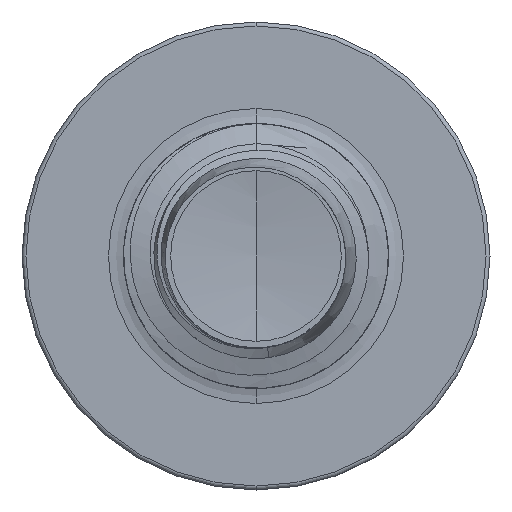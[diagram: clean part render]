
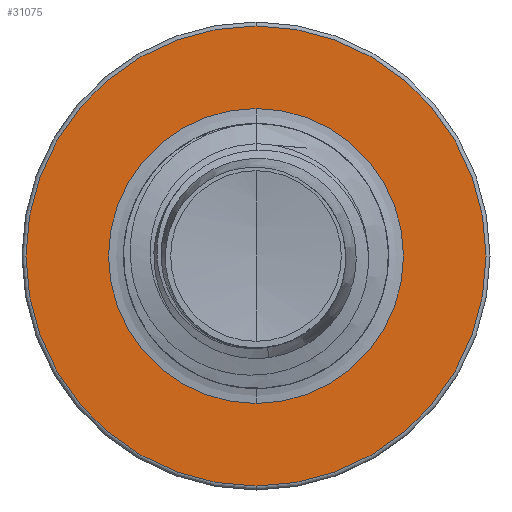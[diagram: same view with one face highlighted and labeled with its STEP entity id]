
A CAD part, front view. The second image highlights one B-rep face of the part: STEP entity #31075.
In plain terms, the highlighted planar face has unit normal (0, -1, 0).
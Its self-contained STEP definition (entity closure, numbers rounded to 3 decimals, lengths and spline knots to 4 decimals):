
#35 = DIRECTION ( 'NONE',  ( 0., 1., 0. ) ) ;
#968 = CIRCLE ( 'NONE', #43195, 1.6704 ) ;
#3768 = EDGE_LOOP ( 'NONE', ( #10898, #44880 ) ) ;
#5170 = CARTESIAN_POINT ( 'NONE',  ( 0., 20., -2.605 ) ) ;
#5398 = EDGE_LOOP ( 'NONE', ( #32602, #18291 ) ) ;
#8157 = EDGE_CURVE ( 'NONE', #14081, #56164, #46109, .T. ) ;
#10102 = EDGE_CURVE ( 'NONE', #48803, #42324, #52010, .T. ) ;
#10396 = AXIS2_PLACEMENT_3D ( 'NONE', #14460, #45031, #18939 ) ;
#10898 = ORIENTED_EDGE ( 'NONE', *, *, #19834, .T. ) ;
#14081 = VERTEX_POINT ( 'NONE', #27494 ) ;
#14239 = AXIS2_PLACEMENT_3D ( 'NONE', #28010, #27896, #27713 ) ;
#14460 = CARTESIAN_POINT ( 'NONE',  ( 0., 20., 0. ) ) ;
#18291 = ORIENTED_EDGE ( 'NONE', *, *, #36321, .F. ) ;
#18939 = DIRECTION ( 'NONE',  ( 0., 0., 1. ) ) ;
#19834 = EDGE_CURVE ( 'NONE', #56164, #14081, #968, .T. ) ;
#20867 = CARTESIAN_POINT ( 'NONE',  ( 0., 20., -1.6704 ) ) ;
#21675 = CARTESIAN_POINT ( 'NONE',  ( 0., 20., 1.6704 ) ) ;
#22749 = CIRCLE ( 'NONE', #10396, 2.605 ) ;
#25238 = DIRECTION ( 'NONE',  ( 0., 1., 0. ) ) ;
#26997 = CARTESIAN_POINT ( 'NONE',  ( 0., 20., 0. ) ) ;
#27144 = AXIS2_PLACEMENT_3D ( 'NONE', #54551, #54431, #54490 ) ;
#27494 = CARTESIAN_POINT ( 'NONE',  ( 0., 20., -1.6704 ) ) ;
#27713 = DIRECTION ( 'NONE',  ( 0., 0., 1. ) ) ;
#27896 = DIRECTION ( 'NONE',  ( 0., 1., 0. ) ) ;
#28010 = CARTESIAN_POINT ( 'NONE',  ( 0., 20., 0. ) ) ;
#29242 = CARTESIAN_POINT ( 'NONE',  ( 0., 20., 2.605 ) ) ;
#31075 = ADVANCED_FACE ( 'NONE', ( #51839, #53199 ), #46905, .F. ) ;
#31405 = DIRECTION ( 'NONE',  ( 0., 0., 1. ) ) ;
#32602 = ORIENTED_EDGE ( 'NONE', *, *, #10102, .F. ) ;
#36321 = EDGE_CURVE ( 'NONE', #42324, #48803, #22749, .T. ) ;
#42324 = VERTEX_POINT ( 'NONE', #5170 ) ;
#43195 = AXIS2_PLACEMENT_3D ( 'NONE', #26997, #35, #31405 ) ;
#44880 = ORIENTED_EDGE ( 'NONE', *, *, #8157, .T. ) ;
#45031 = DIRECTION ( 'NONE',  ( 0., 1., 0. ) ) ;
#46109 = CIRCLE ( 'NONE', #27144, 1.6704 ) ;
#46905 = PLANE ( 'NONE',  #53463 ) ;
#48803 = VERTEX_POINT ( 'NONE', #29242 ) ;
#51839 = FACE_OUTER_BOUND ( 'NONE', #5398, .T. ) ;
#52010 = CIRCLE ( 'NONE', #14239, 2.605 ) ;
#53199 = FACE_BOUND ( 'NONE', #3768, .T. ) ;
#53463 = AXIS2_PLACEMENT_3D ( 'NONE', #20867, #25238, #55429 ) ;
#54431 = DIRECTION ( 'NONE',  ( 0., 1., 0. ) ) ;
#54490 = DIRECTION ( 'NONE',  ( 0., 0., 1. ) ) ;
#54551 = CARTESIAN_POINT ( 'NONE',  ( 0., 20., 0. ) ) ;
#55429 = DIRECTION ( 'NONE',  ( 0., 0., 1. ) ) ;
#56164 = VERTEX_POINT ( 'NONE', #21675 ) ;
